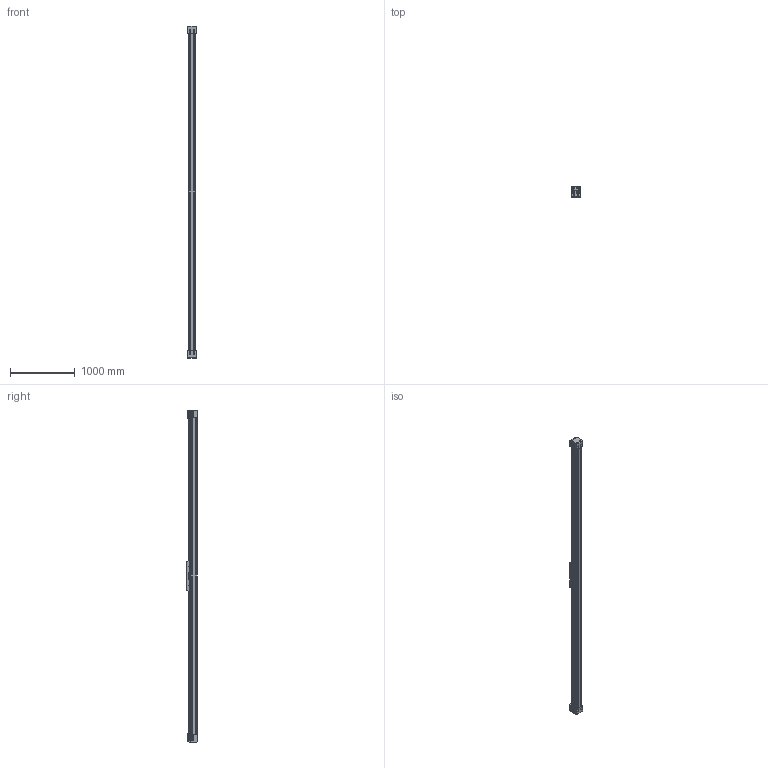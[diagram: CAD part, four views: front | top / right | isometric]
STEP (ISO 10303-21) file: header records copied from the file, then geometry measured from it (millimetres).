
FILE_DESCRIPTION (( 'STEP AP214' ), '1' );
FILE_NAME ('BLM100-4400-5120_Bondy.STEP', '2023-03-15T13:22:45', ( '' ), ( '' ), 'SwSTEP 2.0', 'SolidWorks 2023', '' );
FILE_SCHEMA (( 'AUTOMOTIVE_DESIGN' ));
Length unit declared in the file: millimetre
Products named in the file (1): BLM100-4400-5120_Bondy
Bounding box: 130 x 159 x 5120 mm (x, y, z)
Volume: 52531803.6 mm3; surface area: 5515051.5 mm2
Topology: 50 solids, 58 shells, 8406 faces, 24090 edges, 15892 vertices
Faces by surface type: plane 4881, cylinder 3177, torus 168, sphere 100, cone 56, bspline 24
Entity records: 373694 total; most frequent: CARTESIAN_POINT 55117, ORIENTED_EDGE 47684, DIRECTION 47412, EDGE_CURVE 23842, LINE 16562, VECTOR 16562, VERTEX_POINT 15756, AXIS2_PLACEMENT_3D 15425
